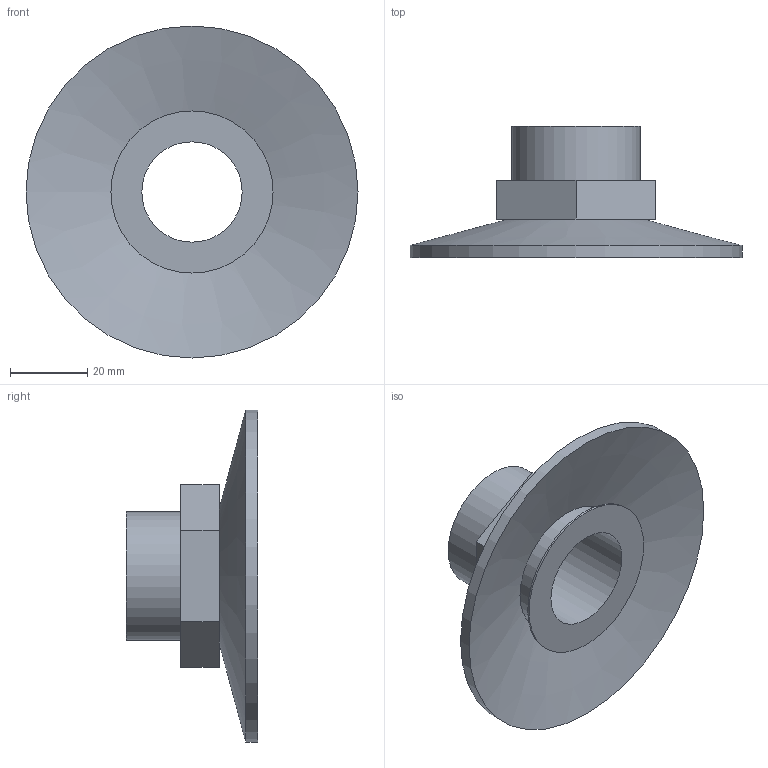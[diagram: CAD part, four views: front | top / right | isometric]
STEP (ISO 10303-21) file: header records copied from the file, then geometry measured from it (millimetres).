
FILE_DESCRIPTION(/* description */ (''),/* implementation_level */ '2;1');
FILE_NAME(/* name */ 'METU_E01V-1003_ST-G_1.stp',/* time_stamp */ '2018-10-05T14:25:26+02:00',/* author */ (''),/* organization */ (''),/* preprocessor_version */ 'ST-DEVELOPER v11',/* originating_system */ 'SIEMENS UGS NX 6.0',/* authorisation */ '');
FILE_SCHEMA (('CONFIG_CONTROL_DESIGN'));
Length unit declared in the file: millimetre
Products named in the file (1): gars64E343aw
Bounding box: 86 x 34 x 86 mm (x, y, z)
Volume: 34429.9 mm3; surface area: 22963.1 mm2
Topology: 3 solids, 3 shells, 19 faces, 41 edges, 26 vertices
Faces by surface type: plane 10, cylinder 6, cone 3
Full cylindrical faces by diameter (mm): 26 x1, 30.5 x1, 33.25 x1, 35 x1, 42 x1, 86 x1
Entity records: 546 total; most frequent: DIRECTION 82, CARTESIAN_POINT 74, ORIENTED_EDGE 60, EDGE_LOOP 32, AXIS2_PLACEMENT_3D 32, EDGE_CURVE 30, FACE_BOUND 26, VERTEX_POINT 24
